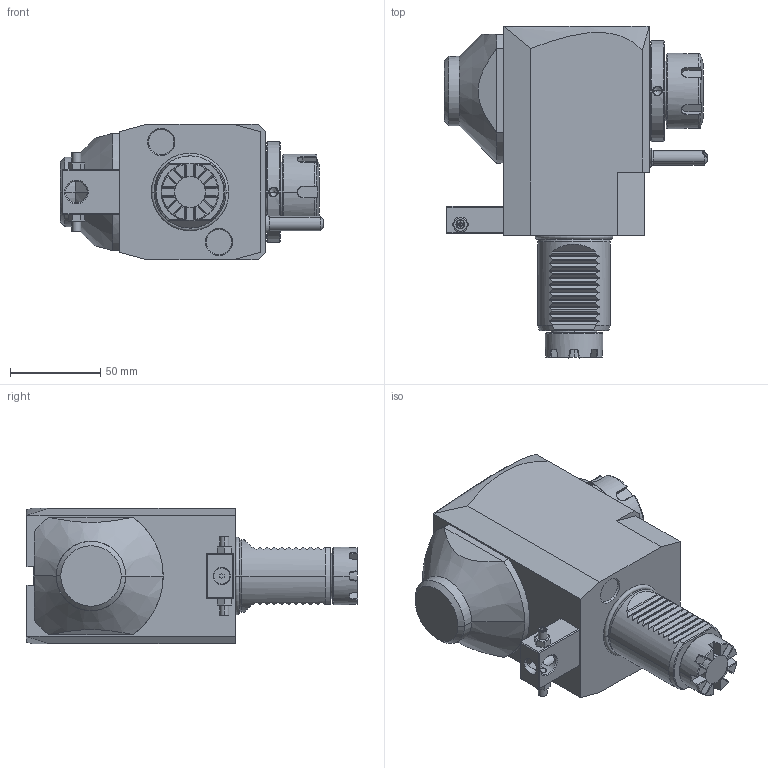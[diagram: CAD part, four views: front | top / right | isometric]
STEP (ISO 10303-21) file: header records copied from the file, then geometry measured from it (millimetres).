
FILE_DESCRIPTION((''),'2;1');
FILE_NAME('NGT1_40_241_25_3_3_80','2023-03-13T',('vali'),('NOVA GRUP'),'PRO/ENGINEER BY PARAMETRIC TECHNOLOGY CORPORATION, 2010280','PRO/ENGINEER BY PARAMETRIC TECHNOLOGY CORPORATION, 2010280','');
FILE_SCHEMA(('CONFIG_CONTROL_DESIGN'));
Length unit declared in the file: millimetre
Products named in the file (1): NGT1_40_241_25_3_3_80
Bounding box: 146.14 x 184 x 75 mm (x, y, z)
Volume: 889417.9 mm3; surface area: 73234.8 mm2
Topology: 1 solids, 1 shells, 551 faces, 1444 edges, 901 vertices
Faces by surface type: plane 263, cone 102, cylinder 96, bspline 70, torus 16, extrusion 2, sphere 2
Entity records: 23033 total; most frequent: CARTESIAN_POINT 10574, ORIENTED_EDGE 2848, DIRECTION 2150, EDGE_CURVE 1424, VERTEX_POINT 901, AXIS2_PLACEMENT_3D 754, VECTOR 642, LINE 640
